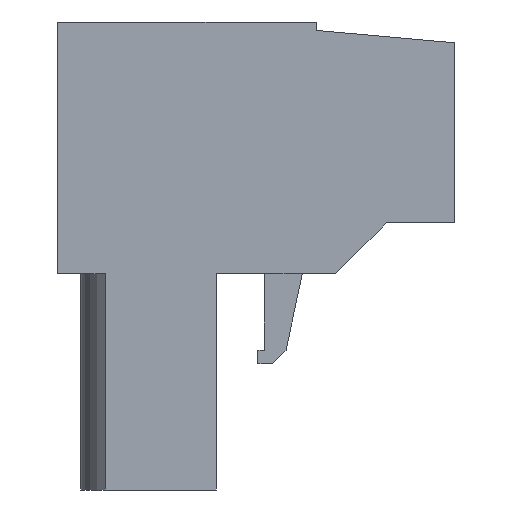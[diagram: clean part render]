
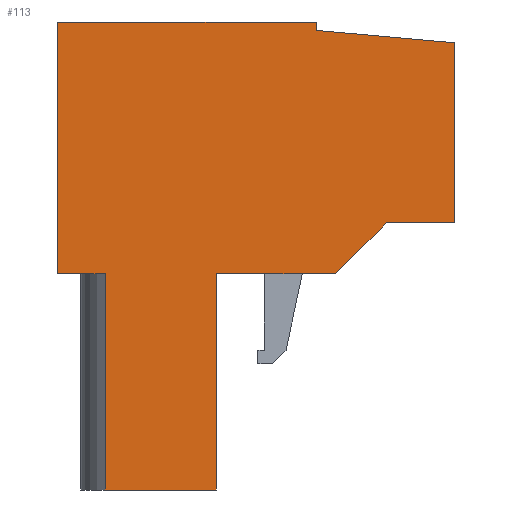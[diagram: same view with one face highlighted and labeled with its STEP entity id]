
A CAD part, left-side view. The second image highlights one B-rep face of the part: STEP entity #113.
In plain terms, the highlighted planar face has unit normal (-1, 0, 0).
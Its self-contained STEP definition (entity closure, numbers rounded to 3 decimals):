
#41 = EDGE_CURVE ( 'NONE', #1484, #1215, #1991, .T. ) ;
#57 = CARTESIAN_POINT ( 'NONE',  ( -7.6, -2.245, 0. ) ) ;
#59 = EDGE_CURVE ( 'NONE', #60, #2185, #1054, .T. ) ;
#60 = VERTEX_POINT ( 'NONE', #447 ) ;
#64 = FACE_OUTER_BOUND ( 'NONE', #1540, .T. ) ;
#113 = ADVANCED_FACE ( 'NONE', ( #64 ), #2157, .T. ) ;
#120 = VECTOR ( 'NONE', #1082, 1000. ) ;
#218 = EDGE_CURVE ( 'NONE', #2028, #731, #1241, .T. ) ;
#230 = DIRECTION ( 'NONE',  ( 0., 1., 0. ) ) ;
#237 = ORIENTED_EDGE ( 'NONE', *, *, #1585, .T. ) ;
#287 = DIRECTION ( 'NONE',  ( -1., 0., 0. ) ) ;
#295 = VECTOR ( 'NONE', #1103, 1000. ) ;
#301 = CARTESIAN_POINT ( 'NONE',  ( -7.6, 2.133, 0. ) ) ;
#303 = VERTEX_POINT ( 'NONE', #893 ) ;
#311 = VERTEX_POINT ( 'NONE', #1067 ) ;
#313 = VECTOR ( 'NONE', #2036, 1000. ) ;
#350 = LINE ( 'NONE', #958, #1269 ) ;
#376 = VECTOR ( 'NONE', #933, 1000. ) ;
#389 = DIRECTION ( 'NONE',  ( 0., -0.707, 0.707 ) ) ;
#396 = CARTESIAN_POINT ( 'NONE',  ( -7.6, -2.245, 0. ) ) ;
#418 = LINE ( 'NONE', #739, #829 ) ;
#447 = CARTESIAN_POINT ( 'NONE',  ( -7.6, -2.245, 8.5 ) ) ;
#455 = CARTESIAN_POINT ( 'NONE',  ( -7.6, -2.245, 0. ) ) ;
#580 = VECTOR ( 'NONE', #1479, 1000. ) ;
#602 = EDGE_CURVE ( 'NONE', #1231, #311, #1188, .T. ) ;
#608 = DIRECTION ( 'NONE',  ( 0., 0.996, 0.09 ) ) ;
#637 = VECTOR ( 'NONE', #2116, 1000. ) ;
#720 = VECTOR ( 'NONE', #1273, 1000. ) ;
#731 = VERTEX_POINT ( 'NONE', #1958 ) ;
#739 = CARTESIAN_POINT ( 'NONE',  ( -7.6, -2.245, 18.4 ) ) ;
#748 = VERTEX_POINT ( 'NONE', #1457 ) ;
#764 = CARTESIAN_POINT ( 'NONE',  ( -7.6, -6.17, 18.07 ) ) ;
#787 = CARTESIAN_POINT ( 'NONE',  ( -7.6, -2.245, 8.5 ) ) ;
#829 = VECTOR ( 'NONE', #230, 1000. ) ;
#833 = LINE ( 'NONE', #2071, #376 ) ;
#846 = CARTESIAN_POINT ( 'NONE',  ( -7.6, 4., 18.4 ) ) ;
#893 = CARTESIAN_POINT ( 'NONE',  ( -7.6, -11.6, 17.582 ) ) ;
#898 = CARTESIAN_POINT ( 'NONE',  ( -7.6, -11.6, 0. ) ) ;
#933 = DIRECTION ( 'NONE',  ( 0., -1., 0. ) ) ;
#958 = CARTESIAN_POINT ( 'NONE',  ( -7.6, -6.17, 18.4 ) ) ;
#1005 = VERTEX_POINT ( 'NONE', #764 ) ;
#1011 = ORIENTED_EDGE ( 'NONE', *, *, #2149, .T. ) ;
#1015 = CARTESIAN_POINT ( 'NONE',  ( -7.6, -6.922, 8.5 ) ) ;
#1016 = LINE ( 'NONE', #1015, #1355 ) ;
#1054 = LINE ( 'NONE', #787, #580 ) ;
#1060 = ORIENTED_EDGE ( 'NONE', *, *, #1161, .T. ) ;
#1067 = CARTESIAN_POINT ( 'NONE',  ( -7.6, 4., 8.5 ) ) ;
#1082 = DIRECTION ( 'NONE',  ( 0., 0., 1. ) ) ;
#1096 = EDGE_CURVE ( 'NONE', #2185, #1484, #1016, .T. ) ;
#1101 = EDGE_CURVE ( 'NONE', #303, #1005, #1798, .T. ) ;
#1103 = DIRECTION ( 'NONE',  ( 0., -1., 0. ) ) ;
#1105 = ORIENTED_EDGE ( 'NONE', *, *, #602, .T. ) ;
#1136 = CARTESIAN_POINT ( 'NONE',  ( -7.6, -2.245, 10.5 ) ) ;
#1140 = CARTESIAN_POINT ( 'NONE',  ( -7.6, -6.17, 18.4 ) ) ;
#1161 = EDGE_CURVE ( 'NONE', #748, #60, #1817, .T. ) ;
#1188 = LINE ( 'NONE', #1414, #720 ) ;
#1194 = ORIENTED_EDGE ( 'NONE', *, *, #41, .T. ) ;
#1215 = VERTEX_POINT ( 'NONE', #1530 ) ;
#1219 = LINE ( 'NONE', #57, #295 ) ;
#1230 = ORIENTED_EDGE ( 'NONE', *, *, #1630, .T. ) ;
#1231 = VERTEX_POINT ( 'NONE', #846 ) ;
#1241 = LINE ( 'NONE', #301, #313 ) ;
#1269 = VECTOR ( 'NONE', #1308, 1000. ) ;
#1273 = DIRECTION ( 'NONE',  ( 0., 0., -1. ) ) ;
#1280 = ORIENTED_EDGE ( 'NONE', *, *, #1101, .T. ) ;
#1308 = DIRECTION ( 'NONE',  ( 0., 0., 1. ) ) ;
#1320 = DIRECTION ( 'NONE',  ( 0., 0., 1. ) ) ;
#1355 = VECTOR ( 'NONE', #389, 1000. ) ;
#1373 = VECTOR ( 'NONE', #1444, 1000. ) ;
#1380 = CARTESIAN_POINT ( 'NONE',  ( -7.6, 2.133, 8.5 ) ) ;
#1404 = EDGE_CURVE ( 'NONE', #311, #2028, #833, .T. ) ;
#1414 = CARTESIAN_POINT ( 'NONE',  ( -7.6, 4., 0. ) ) ;
#1444 = DIRECTION ( 'NONE',  ( 0., 0., 1. ) ) ;
#1451 = ORIENTED_EDGE ( 'NONE', *, *, #1404, .T. ) ;
#1457 = CARTESIAN_POINT ( 'NONE',  ( -7.6, -2.245, 0. ) ) ;
#1479 = DIRECTION ( 'NONE',  ( 0., -1., 0. ) ) ;
#1484 = VERTEX_POINT ( 'NONE', #2113 ) ;
#1495 = LINE ( 'NONE', #898, #120 ) ;
#1499 = VERTEX_POINT ( 'NONE', #1140 ) ;
#1515 = ORIENTED_EDGE ( 'NONE', *, *, #2198, .T. ) ;
#1530 = CARTESIAN_POINT ( 'NONE',  ( -7.6, -11.6, 10.5 ) ) ;
#1540 = EDGE_LOOP ( 'NONE', ( #1105, #1451, #1617, #1230, #1060, #2084, #1639, #1194, #1011, #1280, #237, #1515 ) ) ;
#1585 = EDGE_CURVE ( 'NONE', #1005, #1499, #350, .T. ) ;
#1617 = ORIENTED_EDGE ( 'NONE', *, *, #218, .T. ) ;
#1630 = EDGE_CURVE ( 'NONE', #731, #748, #1219, .T. ) ;
#1639 = ORIENTED_EDGE ( 'NONE', *, *, #1096, .T. ) ;
#1708 = AXIS2_PLACEMENT_3D ( 'NONE', #455, #287, #1320 ) ;
#1748 = VECTOR ( 'NONE', #608, 1000. ) ;
#1753 = CARTESIAN_POINT ( 'NONE',  ( -7.6, -6.922, 8.5 ) ) ;
#1798 = LINE ( 'NONE', #2092, #1748 ) ;
#1817 = LINE ( 'NONE', #396, #1373 ) ;
#1958 = CARTESIAN_POINT ( 'NONE',  ( -7.6, 2.133, 0. ) ) ;
#1991 = LINE ( 'NONE', #1136, #637 ) ;
#2028 = VERTEX_POINT ( 'NONE', #1380 ) ;
#2036 = DIRECTION ( 'NONE',  ( 0., 0., -1. ) ) ;
#2071 = CARTESIAN_POINT ( 'NONE',  ( -7.6, -2.245, 8.5 ) ) ;
#2084 = ORIENTED_EDGE ( 'NONE', *, *, #59, .T. ) ;
#2092 = CARTESIAN_POINT ( 'NONE',  ( -7.6, -11.6, 17.582 ) ) ;
#2113 = CARTESIAN_POINT ( 'NONE',  ( -7.6, -8.922, 10.5 ) ) ;
#2116 = DIRECTION ( 'NONE',  ( 0., -1., 0. ) ) ;
#2149 = EDGE_CURVE ( 'NONE', #1215, #303, #1495, .T. ) ;
#2157 = PLANE ( 'NONE',  #1708 ) ;
#2185 = VERTEX_POINT ( 'NONE', #1753 ) ;
#2198 = EDGE_CURVE ( 'NONE', #1499, #1231, #418, .T. ) ;
